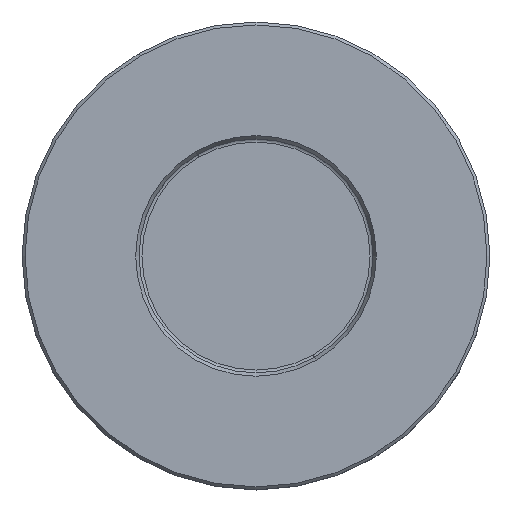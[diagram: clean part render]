
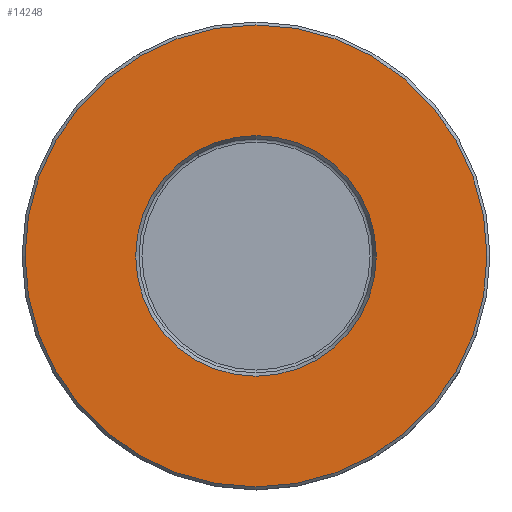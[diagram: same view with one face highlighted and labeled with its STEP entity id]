
A CAD part, top view. The second image highlights one B-rep face of the part: STEP entity #14248.
In plain terms, the highlighted planar face has unit normal (0, 0, 1).
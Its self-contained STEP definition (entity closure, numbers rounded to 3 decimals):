
#224=CARTESIAN_POINT('',(0.,0.,56.));
#225=DIRECTION('',(0.,0.,1.));
#226=DIRECTION('',(-0.5,0.866,0.));
#227=AXIS2_PLACEMENT_3D('',#224,#225,#226);
#232=CARTESIAN_POINT('',(0.,0.,56.));
#233=DIRECTION('',(0.,0.,-1.));
#234=DIRECTION('',(-0.5,0.866,0.));
#235=AXIS2_PLACEMENT_3D('',#232,#233,#234);
#240=CARTESIAN_POINT('',(0.,0.,56.));
#241=DIRECTION('',(0.,0.,-1.));
#242=DIRECTION('',(-0.5,0.866,0.));
#243=AXIS2_PLACEMENT_3D('',#240,#241,#242);
#255=CARTESIAN_POINT('',(0.,0.,56.));
#256=DIRECTION('',(0.,0.,1.));
#257=DIRECTION('',(-0.5,0.866,0.));
#258=AXIS2_PLACEMENT_3D('',#255,#256,#257);
#13795=CARTESIAN_POINT('',(-10.289,17.821,56.));
#13796=VERTEX_POINT('',#13795);
#13797=CARTESIAN_POINT('',(-19.75,34.208,56.));
#13799=VERTEX_POINT('',#13797);
#13861=CARTESIAN_POINT('',(10.289,-17.821,56.));
#13862=VERTEX_POINT('',#13861);
#13863=CARTESIAN_POINT('',(19.75,-34.208,56.));
#13865=VERTEX_POINT('',#13863);
#14233=CARTESIAN_POINT('',(0.,0.,56.));
#14234=DIRECTION('',(0.,0.,-1.));
#14235=DIRECTION('',(-0.5,0.866,0.));
#14236=AXIS2_PLACEMENT_3D('',#14233,#14234,#14235);
#14237=PLANE('',#14236);
#14239=ORIENTED_EDGE('',*,*,#14238,.T.);
#14241=ORIENTED_EDGE('',*,*,#14240,.F.);
#14242=EDGE_LOOP('',(#14239,#14241));
#14243=FACE_OUTER_BOUND('',#14242,.F.);
#14244=ORIENTED_EDGE('',*,*,#14228,.T.);
#14245=ORIENTED_EDGE('',*,*,#14212,.F.);
#14246=EDGE_LOOP('',(#14244,#14245));
#14247=FACE_BOUND('',#14246,.F.);
#14248=ADVANCED_FACE('',(#14243,#14247),#14237,.F.);
#228=CIRCLE('',#227,20.577);
#236=CIRCLE('',#235,20.577);
#244=CIRCLE('',#243,39.5);
#259=CIRCLE('',#258,39.5);
#14212=EDGE_CURVE('',#13796,#13862,#236,.T.);
#14228=EDGE_CURVE('',#13796,#13862,#228,.T.);
#14238=EDGE_CURVE('',#13799,#13865,#244,.T.);
#14240=EDGE_CURVE('',#13799,#13865,#259,.T.);
